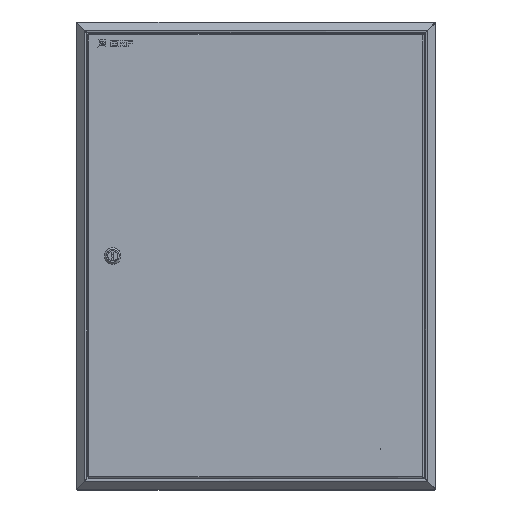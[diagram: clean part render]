
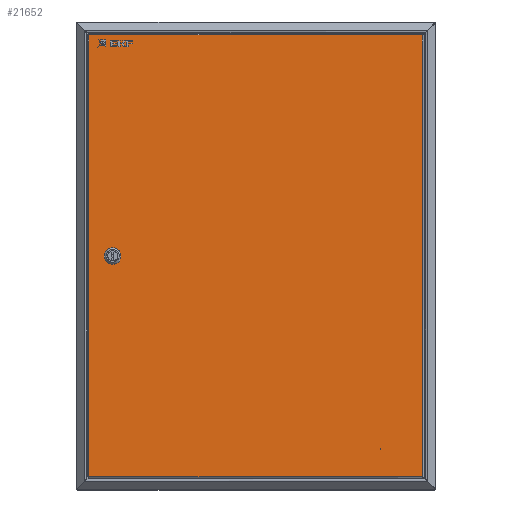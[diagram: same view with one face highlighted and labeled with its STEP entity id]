
A CAD part, top view. The second image highlights one B-rep face of the part: STEP entity #21652.
In plain terms, the highlighted planar face has unit normal (0, 0, 1).
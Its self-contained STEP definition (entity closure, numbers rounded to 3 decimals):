
#233 = VERTEX_POINT ( 'NONE', #7270 ) ;
#423 = AXIS2_PLACEMENT_3D ( 'NONE', #25253, #11816, #27521 ) ;
#484 = CARTESIAN_POINT ( 'NONE',  ( 24.8, 312.279, 0. ) ) ;
#569 = CARTESIAN_POINT ( 'NONE',  ( 0., 1.7, 0. ) ) ;
#838 = CARTESIAN_POINT ( 'NONE',  ( 0., 0., 0. ) ) ;
#1182 = VERTEX_POINT ( 'NONE', #9953 ) ;
#1334 = EDGE_LOOP ( 'NONE', ( #21417, #13209, #16581, #23933 ) ) ;
#1692 = EDGE_LOOP ( 'NONE', ( #21885, #4035 ) ) ;
#1835 = VECTOR ( 'NONE', #26026, 1000. ) ;
#2176 = CIRCLE ( 'NONE', #2630, 0.5 ) ;
#2400 = CIRCLE ( 'NONE', #27838, 0.5 ) ;
#2620 = CARTESIAN_POINT ( 'NONE',  ( 405.4, 40., 0. ) ) ;
#2630 = AXIS2_PLACEMENT_3D ( 'NONE', #7085, #22798, #9316 ) ;
#2728 = VERTEX_POINT ( 'NONE', #5255 ) ;
#2751 = CARTESIAN_POINT ( 'NONE',  ( 24.8, 312.279, 0. ) ) ;
#2799 = CARTESIAN_POINT ( 'NONE',  ( 0., 615.56, 0. ) ) ;
#4035 = ORIENTED_EDGE ( 'NONE', *, *, #7997, .T. ) ;
#4211 = CARTESIAN_POINT ( 'NONE',  ( 24.8, 304.981, 0. ) ) ;
#4602 = EDGE_CURVE ( 'NONE', #8015, #2728, #23679, .T. ) ;
#4905 = DIRECTION ( 'NONE',  ( -1., 0., 0. ) ) ;
#5014 = FACE_BOUND ( 'NONE', #1692, .T. ) ;
#5087 = VECTOR ( 'NONE', #6573, 1000. ) ;
#5246 = EDGE_CURVE ( 'NONE', #1182, #8015, #27138, .T. ) ;
#5255 = CARTESIAN_POINT ( 'NONE',  ( 463.7, 615.56, 0. ) ) ;
#5628 = CARTESIAN_POINT ( 'NONE',  ( 405.9, 40., 0. ) ) ;
#5685 = LINE ( 'NONE', #838, #11653 ) ;
#5755 = VERTEX_POINT ( 'NONE', #5628 ) ;
#6573 = DIRECTION ( 'NONE',  ( 0., 1., 0. ) ) ;
#6692 = CIRCLE ( 'NONE', #423, 9.25 ) ;
#6769 = VECTOR ( 'NONE', #9507, 1000. ) ;
#7085 = CARTESIAN_POINT ( 'NONE',  ( 405.4, 40., 0. ) ) ;
#7270 = CARTESIAN_POINT ( 'NONE',  ( 41.8, 312.279, 0. ) ) ;
#7562 = ORIENTED_EDGE ( 'NONE', *, *, #10725, .F. ) ;
#7684 = CARTESIAN_POINT ( 'NONE',  ( 404.9, 40., 0. ) ) ;
#7861 = AXIS2_PLACEMENT_3D ( 'NONE', #25890, #12443, #28149 ) ;
#7997 = EDGE_CURVE ( 'NONE', #5755, #20851, #2400, .T. ) ;
#8015 = VERTEX_POINT ( 'NONE', #20580 ) ;
#8407 = CARTESIAN_POINT ( 'NONE',  ( 41.8, 312.279, 0. ) ) ;
#9212 = VECTOR ( 'NONE', #16125, 1000. ) ;
#9280 = VERTEX_POINT ( 'NONE', #4211 ) ;
#9316 = DIRECTION ( 'NONE',  ( -1., 0., 0. ) ) ;
#9507 = DIRECTION ( 'NONE',  ( 0., -1., 0. ) ) ;
#9536 = EDGE_LOOP ( 'NONE', ( #7562, #27262, #10596, #26599 ) ) ;
#9953 = CARTESIAN_POINT ( 'NONE',  ( 0., 1.7, 0. ) ) ;
#10596 = ORIENTED_EDGE ( 'NONE', *, *, #27289, .F. ) ;
#10650 = VECTOR ( 'NONE', #21851, 1000. ) ;
#10725 = EDGE_CURVE ( 'NONE', #28631, #9280, #12712, .T. ) ;
#10899 = DIRECTION ( 'NONE',  ( 0., 0., -1. ) ) ;
#10953 = FACE_OUTER_BOUND ( 'NONE', #1334, .T. ) ;
#11369 = EDGE_CURVE ( 'NONE', #233, #28631, #28196, .T. ) ;
#11653 = VECTOR ( 'NONE', #16485, 1000. ) ;
#11816 = DIRECTION ( 'NONE',  ( 0., 0., 1. ) ) ;
#12443 = DIRECTION ( 'NONE',  ( 0., 0., 1. ) ) ;
#12712 = LINE ( 'NONE', #2751, #6769 ) ;
#12761 = CARTESIAN_POINT ( 'NONE',  ( 464.523, 615.56, 0. ) ) ;
#13209 = ORIENTED_EDGE ( 'NONE', *, *, #21520, .T. ) ;
#14843 = VERTEX_POINT ( 'NONE', #21538 ) ;
#16125 = DIRECTION ( 'NONE',  ( 1., 0., 0. ) ) ;
#16485 = DIRECTION ( 'NONE',  ( 0., -1., 0. ) ) ;
#16581 = ORIENTED_EDGE ( 'NONE', *, *, #20761, .T. ) ;
#16615 = LINE ( 'NONE', #8407, #10650 ) ;
#16650 = VERTEX_POINT ( 'NONE', #2799 ) ;
#17464 = PLANE ( 'NONE',  #25763 ) ;
#17731 = CARTESIAN_POINT ( 'NONE',  ( 463.7, 0.877, 0. ) ) ;
#18297 = DIRECTION ( 'NONE',  ( 0., 0., -1. ) ) ;
#20580 = CARTESIAN_POINT ( 'NONE',  ( 463.7, 1.7, 0. ) ) ;
#20761 = EDGE_CURVE ( 'NONE', #16650, #1182, #5685, .T. ) ;
#20851 = VERTEX_POINT ( 'NONE', #7684 ) ;
#21417 = ORIENTED_EDGE ( 'NONE', *, *, #4602, .T. ) ;
#21520 = EDGE_CURVE ( 'NONE', #2728, #16650, #26422, .T. ) ;
#21538 = CARTESIAN_POINT ( 'NONE',  ( 41.8, 304.981, 0. ) ) ;
#21652 = ADVANCED_FACE ( 'NONE', ( #5014, #22919, #10953 ), #17464, .F. ) ;
#21780 = EDGE_CURVE ( 'NONE', #20851, #5755, #2176, .T. ) ;
#21851 = DIRECTION ( 'NONE',  ( 0., 1., 0. ) ) ;
#21885 = ORIENTED_EDGE ( 'NONE', *, *, #21780, .T. ) ;
#22099 = CARTESIAN_POINT ( 'NONE',  ( 0., 0., 0. ) ) ;
#22798 = DIRECTION ( 'NONE',  ( 0., 0., -1. ) ) ;
#22919 = FACE_BOUND ( 'NONE', #9536, .T. ) ;
#22995 = EDGE_CURVE ( 'NONE', #9280, #14843, #6692, .T. ) ;
#23679 = LINE ( 'NONE', #17731, #5087 ) ;
#23933 = ORIENTED_EDGE ( 'NONE', *, *, #5246, .T. ) ;
#25253 = CARTESIAN_POINT ( 'NONE',  ( 33.3, 308.63, 0. ) ) ;
#25763 = AXIS2_PLACEMENT_3D ( 'NONE', #22099, #10899, #26623 ) ;
#25890 = CARTESIAN_POINT ( 'NONE',  ( 33.3, 308.63, 0. ) ) ;
#26026 = DIRECTION ( 'NONE',  ( -1., 0., 0. ) ) ;
#26422 = LINE ( 'NONE', #12761, #1835 ) ;
#26599 = ORIENTED_EDGE ( 'NONE', *, *, #22995, .F. ) ;
#26623 = DIRECTION ( 'NONE',  ( -1., 0., 0. ) ) ;
#27138 = LINE ( 'NONE', #569, #9212 ) ;
#27262 = ORIENTED_EDGE ( 'NONE', *, *, #11369, .F. ) ;
#27289 = EDGE_CURVE ( 'NONE', #14843, #233, #16615, .T. ) ;
#27521 = DIRECTION ( 'NONE',  ( 1., 0., 0. ) ) ;
#27838 = AXIS2_PLACEMENT_3D ( 'NONE', #2620, #18297, #4905 ) ;
#28149 = DIRECTION ( 'NONE',  ( 1., 0., 0. ) ) ;
#28196 = CIRCLE ( 'NONE', #7861, 9.25 ) ;
#28631 = VERTEX_POINT ( 'NONE', #484 ) ;
